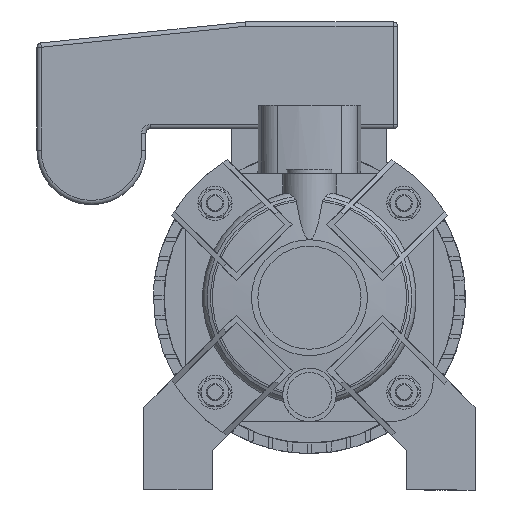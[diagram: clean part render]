
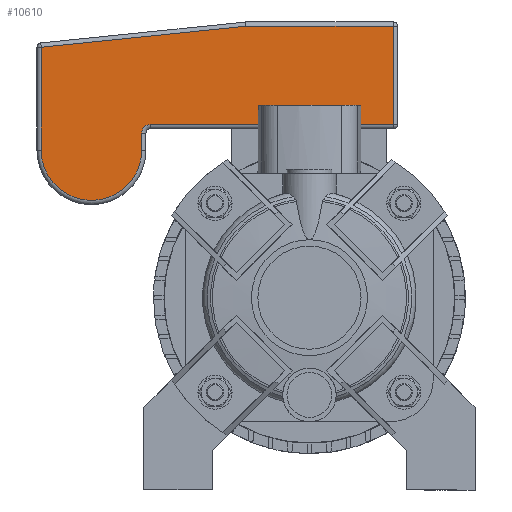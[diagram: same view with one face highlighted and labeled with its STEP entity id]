
A CAD part, left-side view. The second image highlights one B-rep face of the part: STEP entity #10610.
In plain terms, the highlighted planar face has unit normal (-1, 0, 0).
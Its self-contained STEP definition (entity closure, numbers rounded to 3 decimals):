
#1207=LINE('',#19098,#1986);
#1209=LINE('',#19107,#1988);
#1211=LINE('',#19145,#1990);
#1217=LINE('',#19161,#1996);
#1223=LINE('',#19170,#2002);
#1229=LINE('',#19179,#2008);
#1986=VECTOR('',#14491,10.);
#1988=VECTOR('',#14503,10.);
#1990=VECTOR('',#14547,10.);
#1996=VECTOR('',#14567,10.);
#2002=VECTOR('',#14579,10.);
#2008=VECTOR('',#14591,10.);
#2359=PLANE('',#11720);
#3059=FACE_OUTER_BOUND('',#3756,.T.);
#3756=EDGE_LOOP('',(#9779,#9780,#9781,#9782,#9783,#9784,#9785,#9786));
#4246=CIRCLE('',#11657,4.);
#4253=CIRCLE('',#11668,23.5);
#5251=VERTEX_POINT('',#19076);
#5253=VERTEX_POINT('',#19080);
#5256=VERTEX_POINT('',#19090);
#5257=VERTEX_POINT('',#19094);
#5259=VERTEX_POINT('',#19100);
#5265=VERTEX_POINT('',#19117);
#5271=VERTEX_POINT('',#19131);
#5274=VERTEX_POINT('',#19138);
#6736=EDGE_CURVE('',#5253,#5251,#4246,.T.);
#6744=EDGE_CURVE('',#5251,#5257,#1207,.T.);
#6747=EDGE_CURVE('',#5257,#5259,#4253,.T.);
#6749=EDGE_CURVE('',#5259,#5256,#1209,.T.);
#6766=EDGE_CURVE('',#5274,#5253,#1211,.T.);
#6775=EDGE_CURVE('',#5271,#5274,#1217,.T.);
#6781=EDGE_CURVE('',#5265,#5271,#1223,.T.);
#6787=EDGE_CURVE('',#5256,#5265,#1229,.T.);
#9779=ORIENTED_EDGE('',*,*,#6736,.F.);
#9780=ORIENTED_EDGE('',*,*,#6766,.F.);
#9781=ORIENTED_EDGE('',*,*,#6775,.F.);
#9782=ORIENTED_EDGE('',*,*,#6781,.F.);
#9783=ORIENTED_EDGE('',*,*,#6787,.F.);
#9784=ORIENTED_EDGE('',*,*,#6749,.F.);
#9785=ORIENTED_EDGE('',*,*,#6747,.F.);
#9786=ORIENTED_EDGE('',*,*,#6744,.F.);
#10610=ADVANCED_FACE('',(#3059),#2359,.F.);
#11657=AXIS2_PLACEMENT_3D('',#19082,#14472,#14473);
#11668=AXIS2_PLACEMENT_3D('',#19104,#14498,#14499);
#11720=AXIS2_PLACEMENT_3D('',#19213,#14634,#14635);
#14472=DIRECTION('center_axis',(-1.,0.,0.));
#14473=DIRECTION('ref_axis',(0.,0.707,0.707));
#14491=DIRECTION('',(0.,0.,-1.));
#14498=DIRECTION('center_axis',(1.,0.,0.));
#14499=DIRECTION('ref_axis',(0.,0.,-1.));
#14503=DIRECTION('',(0.,0.,1.));
#14547=DIRECTION('',(0.,1.,0.));
#14567=DIRECTION('',(0.,0.,-1.));
#14579=DIRECTION('',(0.,-1.,0.));
#14591=DIRECTION('',(0.,-0.995,0.102));
#14634=DIRECTION('center_axis',(1.,0.,0.));
#14635=DIRECTION('ref_axis',(0.,0.,-1.));
#19076=CARTESIAN_POINT('',(59.75,78.5,167.));
#19080=CARTESIAN_POINT('',(59.75,74.5,171.));
#19082=CARTESIAN_POINT('Origin',(59.75,74.5,167.));
#19090=CARTESIAN_POINT('',(59.75,125.5,207.195));
#19094=CARTESIAN_POINT('',(59.75,78.5,159.));
#19098=CARTESIAN_POINT('',(59.75,78.5,154.528));
#19100=CARTESIAN_POINT('',(59.75,125.5,159.));
#19104=CARTESIAN_POINT('Origin',(59.75,102.,159.));
#19107=CARTESIAN_POINT('',(59.75,125.5,179.528));
#19117=CARTESIAN_POINT('',(59.75,29.898,217.));
#19131=CARTESIAN_POINT('',(59.75,-39.25,217.));
#19138=CARTESIAN_POINT('',(59.75,-39.25,171.));
#19145=CARTESIAN_POINT('',(59.75,89.25,171.));
#19161=CARTESIAN_POINT('',(59.75,-39.25,159.528));
#19170=CARTESIAN_POINT('',(59.75,51.,217.));
#19179=CARTESIAN_POINT('',(59.75,68.92,212.998));
#19213=CARTESIAN_POINT('Origin',(59.75,102.,150.057));
